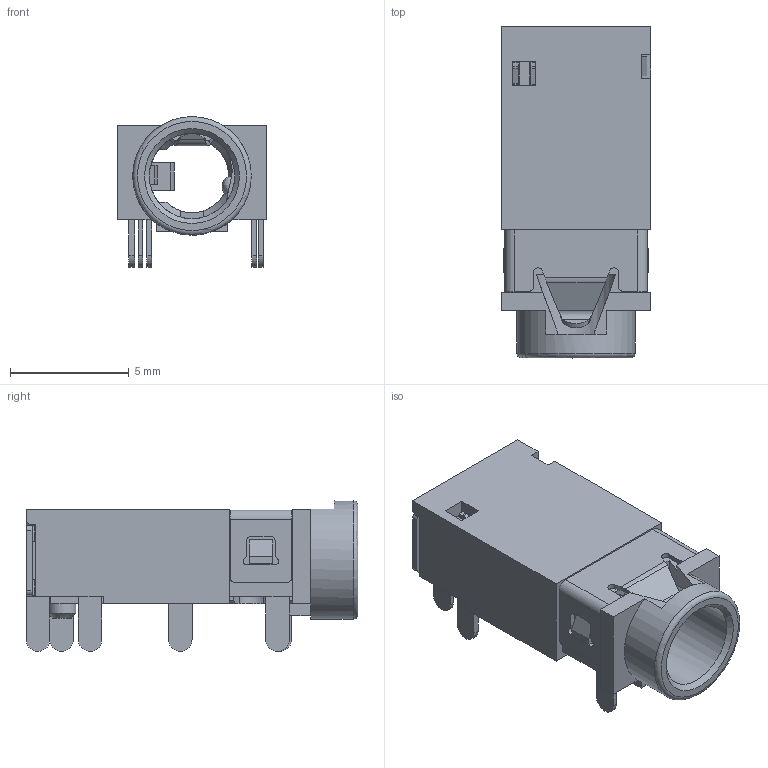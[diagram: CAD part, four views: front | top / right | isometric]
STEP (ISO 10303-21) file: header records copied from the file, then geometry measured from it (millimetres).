
FILE_DESCRIPTION(/* description */ (''),/* implementation_level */ '2;1');
FILE_NAME(/* name */ 'Tensility - 54-00176.step',/* time_stamp */ '2020-08-26T20:09:10+01:00',/* author */ (''),/* organization */ (''),/* preprocessor_version */ 'ST-DEVELOPER v18.1',/* originating_system */ 'Autodesk Translation Framework v9.3.0.1241',/* authorisation */ '');
FILE_SCHEMA (('AUTOMOTIVE_DESIGN { 1 0 10303 214 3 1 1 }'));
Length unit declared in the file: millimetre
Products named in the file (8): Tensility - 54-00176; 54-00176_insulator; #19081; #19082; #19083; #19084; #19085; #19086
Assembly tree (7 placements, depth 2):
  Tensility - 54-00176
    54-00176_insulator
    #19081
    #19082
    #19083
    #19084
    #19085
    #19086
Bounding box: 6.3 x 14 x 6.35 mm (x, y, z)
Volume: 173.6 mm3; surface area: 759 mm2
Topology: 1 solids, 1 shells, 528 faces, 1555 edges, 1008 vertices
Faces by surface type: plane 371, cylinder 128, bspline 19, cone 8, torus 2
Full cylindrical faces by diameter (mm): 1.2 x1, 3.6 x1, 5 x1
Entity records: 19091 total; most frequent: CARTESIAN_POINT 4399, ORIENTED_EDGE 3110, DIRECTION 2857, EDGE_CURVE 1555, LINE 1205, VECTOR 1205, VERTEX_POINT 1008, AXIS2_PLACEMENT_3D 826
